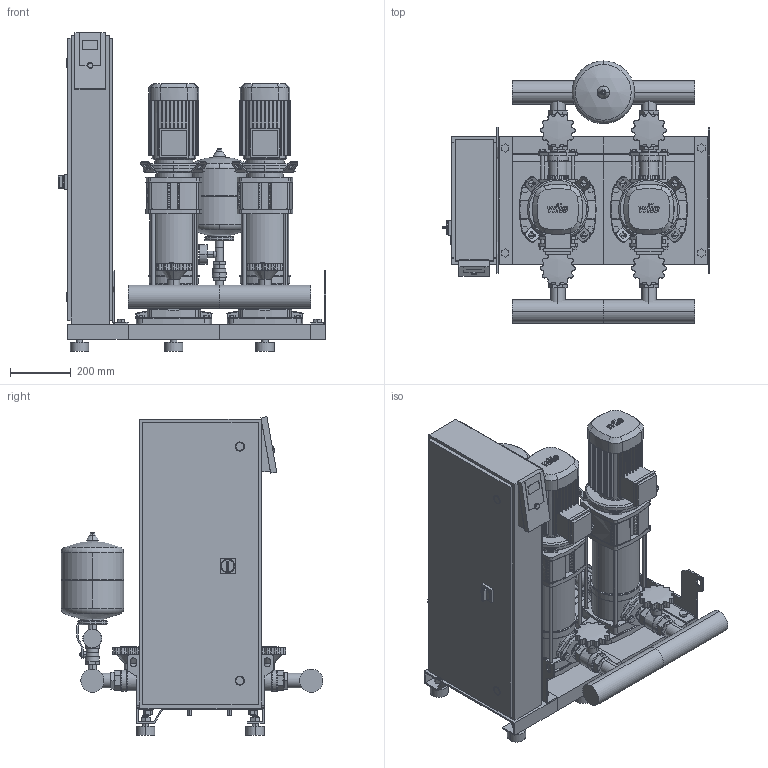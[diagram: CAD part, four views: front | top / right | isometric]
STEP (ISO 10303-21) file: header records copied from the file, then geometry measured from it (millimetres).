
FILE_DESCRIPTION((''),'2;1');
FILE_NAME('3d_SiBoostSmart2HELIXV1603-2536153.stp','2016-01-25T10:18:52',(''),(''),'Mechanical Desktop 2009','Mechanical Desktop 2009',', , ');
FILE_SCHEMA(('CONFIG_CONTROL_DESIGN'));
Length unit declared in the file: millimetre
Products named in the file (1): Product
Bounding box: 880 x 861.05 x 1048.4 mm (x, y, z)
Volume: 113800392.6 mm3; surface area: 8004213.1 mm2
Topology: 123 solids, 123 shells, 3268 faces, 8210 edges, 5352 vertices
Faces by surface type: plane 1165, cylinder 934, bspline 915, cone 162, torus 74, sphere 18
Entity records: 105746 total; most frequent: CARTESIAN_POINT 28168, ORIENTED_EDGE 16396, DIRECTION 15350, EDGE_CURVE 8198, VERTEX_POINT 5348, AXIS2_PLACEMENT_3D 5244, VECTOR 4862, LINE 4862
